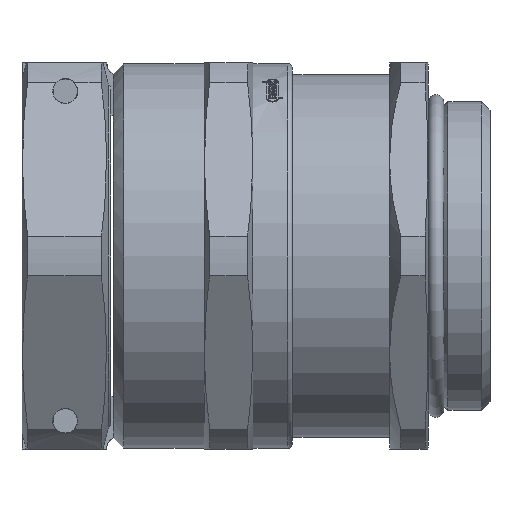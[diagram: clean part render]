
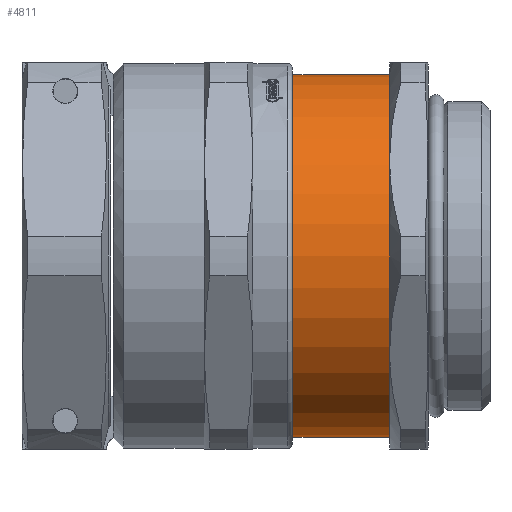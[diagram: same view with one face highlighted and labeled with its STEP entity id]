
A CAD part, front view. The second image highlights one B-rep face of the part: STEP entity #4811.
In plain terms, the highlighted cylindrical face has radius 23.5 mm (diameter 47 mm), a full revolution.
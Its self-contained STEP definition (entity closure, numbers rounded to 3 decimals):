
#1021=FACE_BOUND('',#1404,.T.);
#1100=FACE_OUTER_BOUND('',#1403,.T.);
#1403=EDGE_LOOP('',(#3293));
#1404=EDGE_LOOP('',(#3294));
#1771=CIRCLE('',#5162,23.5);
#1773=CIRCLE('',#5165,23.5);
#2059=VERTEX_POINT('',#7328);
#2061=VERTEX_POINT('',#7333);
#2562=EDGE_CURVE('',#2059,#2059,#1771,.T.);
#2564=EDGE_CURVE('',#2061,#2061,#1773,.T.);
#3293=ORIENTED_EDGE('',*,*,#2564,.F.);
#3294=ORIENTED_EDGE('',*,*,#2562,.T.);
#4730=CYLINDRICAL_SURFACE('',#5164,23.5);
#4811=ADVANCED_FACE('',(#1100,#1021),#4730,.T.);
#5162=AXIS2_PLACEMENT_3D('',#7329,#5795,#5796);
#5164=AXIS2_PLACEMENT_3D('',#7332,#5799,#5800);
#5165=AXIS2_PLACEMENT_3D('',#7334,#5801,#5802);
#5795=DIRECTION('center_axis',(1.,0.,0.));
#5796=DIRECTION('ref_axis',(0.,0.,-1.));
#5799=DIRECTION('center_axis',(1.,0.,0.));
#5800=DIRECTION('ref_axis',(0.,1.,0.));
#5801=DIRECTION('center_axis',(1.,0.,0.));
#5802=DIRECTION('ref_axis',(0.,1.,0.));
#7328=CARTESIAN_POINT('',(-26.561,23.5,0.));
#7329=CARTESIAN_POINT('Origin',(-26.561,0.,0.));
#7332=CARTESIAN_POINT('Origin',(-19.781,0.,0.));
#7333=CARTESIAN_POINT('',(-13.,23.5,0.));
#7334=CARTESIAN_POINT('Origin',(-13.,0.,0.));
